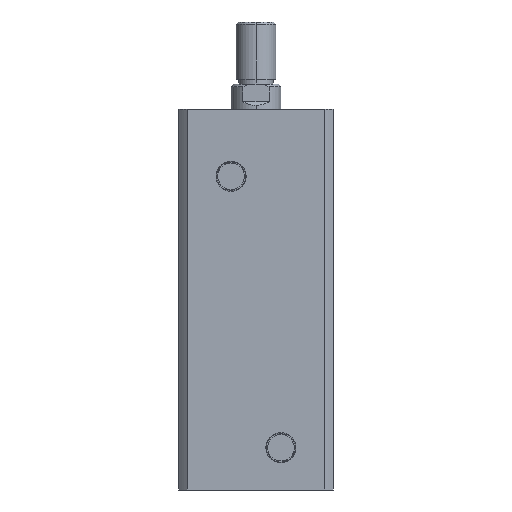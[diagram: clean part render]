
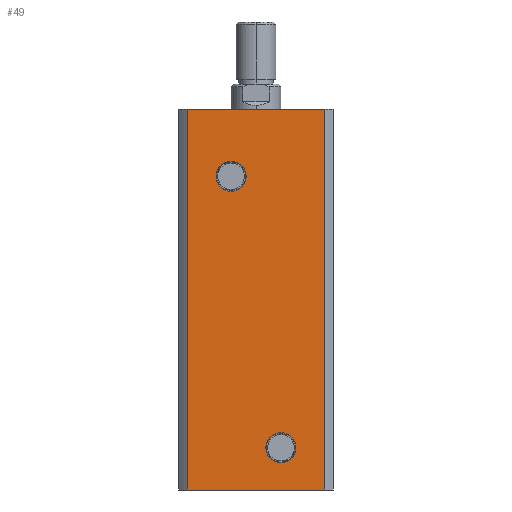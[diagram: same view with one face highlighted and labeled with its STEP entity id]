
A CAD part, left-side view. The second image highlights one B-rep face of the part: STEP entity #49.
In plain terms, the highlighted planar face has unit normal (-1, 0, 0).
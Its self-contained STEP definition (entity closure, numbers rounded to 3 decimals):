
#49 = ADVANCED_FACE ( 'NONE', ( #521, #529, #525 ), #1610, .F. ) ;
#131 = EDGE_LOOP ( 'NONE', ( #412, #411 ) ) ;
#405 = ORIENTED_EDGE ( 'NONE', *, *, #1041, .T. ) ;
#406 = ORIENTED_EDGE ( 'NONE', *, *, #1042, .F. ) ;
#407 = ORIENTED_EDGE ( 'NONE', *, *, #1043, .F. ) ;
#408 = ORIENTED_EDGE ( 'NONE', *, *, #1044, .T. ) ;
#409 = ORIENTED_EDGE ( 'NONE', *, *, #1112, .F. ) ;
#410 = ORIENTED_EDGE ( 'NONE', *, *, #1045, .F. ) ;
#411 = ORIENTED_EDGE ( 'NONE', *, *, #1120, .F. ) ;
#412 = ORIENTED_EDGE ( 'NONE', *, *, #1046, .F. ) ;
#521 = FACE_BOUND ( 'NONE', #131, .T. ) ;
#525 = FACE_OUTER_BOUND ( 'NONE', #2525, .T. ) ;
#529 = FACE_BOUND ( 'NONE', #1961, .T. ) ;
#714 = LINE ( 'NONE', #2029, #721 ) ;
#719 = LINE ( 'NONE', #2028, #723 ) ;
#720 = CIRCLE ( 'NONE', #1366, 6.06 ) ;
#721 = VECTOR ( 'NONE', #2024, 1000. ) ;
#722 = LINE ( 'NONE', #2035, #725 ) ;
#723 = VECTOR ( 'NONE', #2034, 1000. ) ;
#724 = LINE ( 'NONE', #2037, #727 ) ;
#725 = VECTOR ( 'NONE', #2036, 1000. ) ;
#726 = CIRCLE ( 'NONE', #1365, 6.06 ) ;
#727 = VECTOR ( 'NONE', #2038, 1000. ) ;
#822 = CIRCLE ( 'NONE', #1403, 6.06 ) ;
#834 = CIRCLE ( 'NONE', #1407, 6.06 ) ;
#1041 = EDGE_CURVE ( 'NONE', #2907, #2912, #714, .T. ) ;
#1042 = EDGE_CURVE ( 'NONE', #2907, #2911, #719, .T. ) ;
#1043 = EDGE_CURVE ( 'NONE', #2911, #2908, #722, .T. ) ;
#1044 = EDGE_CURVE ( 'NONE', #2912, #2908, #724, .T. ) ;
#1045 = EDGE_CURVE ( 'NONE', #2963, #2964, #726, .T. ) ;
#1046 = EDGE_CURVE ( 'NONE', #2971, #2972, #720, .T. ) ;
#1112 = EDGE_CURVE ( 'NONE', #2964, #2963, #822, .T. ) ;
#1120 = EDGE_CURVE ( 'NONE', #2972, #2971, #834, .T. ) ;
#1275 = AXIS2_PLACEMENT_3D ( 'NONE', #1608, #1606, #1612 ) ;
#1365 = AXIS2_PLACEMENT_3D ( 'NONE', #2040, #2041, #2042 ) ;
#1366 = AXIS2_PLACEMENT_3D ( 'NONE', #2043, #2044, #2045 ) ;
#1403 = AXIS2_PLACEMENT_3D ( 'NONE', #2214, #2215, #2216 ) ;
#1407 = AXIS2_PLACEMENT_3D ( 'NONE', #2234, #2235, #2236 ) ;
#1606 = DIRECTION ( 'NONE',  ( 1., 0., 0. ) ) ;
#1608 = CARTESIAN_POINT ( 'NONE',  ( -31., 0., 153. ) ) ;
#1610 = PLANE ( 'NONE',  #1275 ) ;
#1612 = DIRECTION ( 'NONE',  ( 0., 0., -1. ) ) ;
#1961 = EDGE_LOOP ( 'NONE', ( #410, #409 ) ) ;
#2024 = DIRECTION ( 'NONE',  ( 0., 0., -1. ) ) ;
#2028 = CARTESIAN_POINT ( 'NONE',  ( -31., 0., 153. ) ) ;
#2029 = CARTESIAN_POINT ( 'NONE',  ( -31., 27.591, 153. ) ) ;
#2034 = DIRECTION ( 'NONE',  ( 0., -1., 0. ) ) ;
#2035 = CARTESIAN_POINT ( 'NONE',  ( -31., -27.591, 153. ) ) ;
#2036 = DIRECTION ( 'NONE',  ( 0., 0., -1. ) ) ;
#2037 = CARTESIAN_POINT ( 'NONE',  ( -31., 0., 0. ) ) ;
#2038 = DIRECTION ( 'NONE',  ( 0., -1., 0. ) ) ;
#2040 = CARTESIAN_POINT ( 'NONE',  ( -31., -10., 17. ) ) ;
#2041 = DIRECTION ( 'NONE',  ( -1., 0., 0. ) ) ;
#2042 = DIRECTION ( 'NONE',  ( 0., 0., 1. ) ) ;
#2043 = CARTESIAN_POINT ( 'NONE',  ( -31., 10., 126. ) ) ;
#2044 = DIRECTION ( 'NONE',  ( -1., 0., 0. ) ) ;
#2045 = DIRECTION ( 'NONE',  ( 0., 0., 1. ) ) ;
#2214 = CARTESIAN_POINT ( 'NONE',  ( -31., -10., 17. ) ) ;
#2215 = DIRECTION ( 'NONE',  ( -1., 0., 0. ) ) ;
#2216 = DIRECTION ( 'NONE',  ( 0., 0., 1. ) ) ;
#2234 = CARTESIAN_POINT ( 'NONE',  ( -31., 10., 126. ) ) ;
#2235 = DIRECTION ( 'NONE',  ( -1., 0., 0. ) ) ;
#2236 = DIRECTION ( 'NONE',  ( 0., 0., 1. ) ) ;
#2525 = EDGE_LOOP ( 'NONE', ( #408, #407, #406, #405 ) ) ;
#2907 = VERTEX_POINT ( 'NONE', #3625 ) ;
#2908 = VERTEX_POINT ( 'NONE', #3626 ) ;
#2911 = VERTEX_POINT ( 'NONE', #3629 ) ;
#2912 = VERTEX_POINT ( 'NONE', #3630 ) ;
#2963 = VERTEX_POINT ( 'NONE', #3681 ) ;
#2964 = VERTEX_POINT ( 'NONE', #3682 ) ;
#2971 = VERTEX_POINT ( 'NONE', #3689 ) ;
#2972 = VERTEX_POINT ( 'NONE', #3690 ) ;
#3625 = CARTESIAN_POINT ( 'NONE',  ( -31., 27.591, 153. ) ) ;
#3626 = CARTESIAN_POINT ( 'NONE',  ( -31., -27.591, 0. ) ) ;
#3629 = CARTESIAN_POINT ( 'NONE',  ( -31., -27.591, 153. ) ) ;
#3630 = CARTESIAN_POINT ( 'NONE',  ( -31., 27.591, 0. ) ) ;
#3681 = CARTESIAN_POINT ( 'NONE',  ( -31., -10., 23.06 ) ) ;
#3682 = CARTESIAN_POINT ( 'NONE',  ( -31., -10., 10.94 ) ) ;
#3689 = CARTESIAN_POINT ( 'NONE',  ( -31., 10., 132.06 ) ) ;
#3690 = CARTESIAN_POINT ( 'NONE',  ( -31., 10., 119.94 ) ) ;
